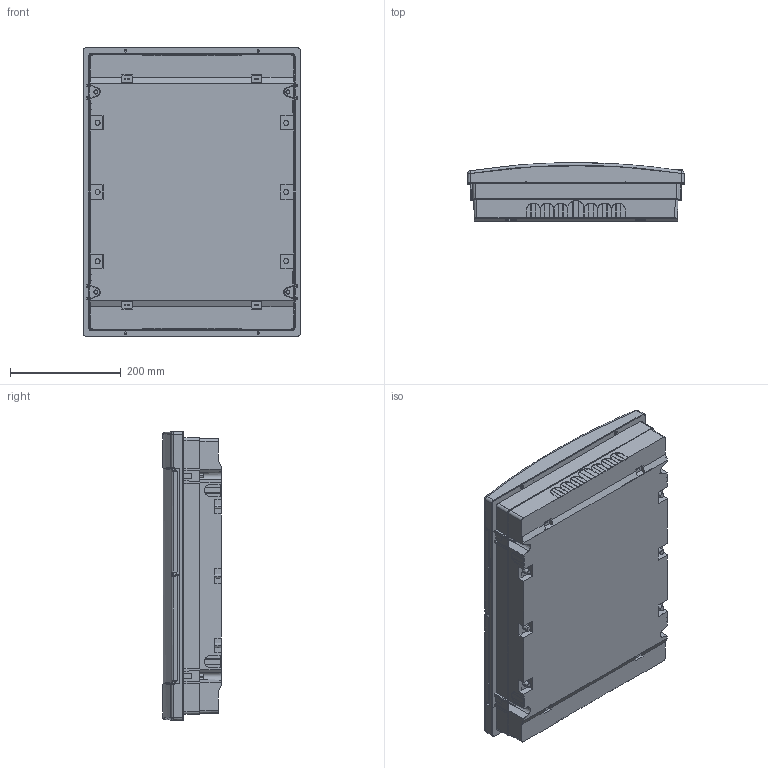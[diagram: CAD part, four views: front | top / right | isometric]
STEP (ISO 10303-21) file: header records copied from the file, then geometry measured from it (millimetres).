
FILE_DESCRIPTION((''),'2;1');
FILE_NAME('U3X18C_ASM','2021-02-19T',('marketing.praksa'),('Audax d.o.o.'),'CREO PARAMETRIC BY PTC INC, 2017480','CREO PARAMETRIC BY PTC INC, 2017480','');
FILE_SCHEMA(('AUTOMOTIVE_DESIGN { 1 0 10303 214 1 1 1 1 }'));
Products named in the file (12): KUCISTE_U3X18C; MASKA_U3X18C; VRATA__U3X18C_; U3X18C_1_ASM; ETI_LOGO_1_1_1_1_1_2_3_4_5_6_15; ETI_LOGO_2_1_1_1_1_2_3_4_5_6_15; ETI_LOGO_3_1_1_1_1_2_3_4_5_6_15; ETI_LOGO_ASM_1_1_ASM_1_1_2_3_19_ASM; ASM0036_ASM; PRT0152; SCREW_1; U3X18C_ASM
Assembly tree (18 placements, depth 4):
  U3X18C_ASM
    U3X18C_1_ASM
      KUCISTE_U3X18C
      MASKA_U3X18C
      VRATA__U3X18C_
    ASM0036_ASM
      ETI_LOGO_ASM_1_1_ASM_1_1_2_3_19_ASM
        ETI_LOGO_1_1_1_1_1_2_3_4_5_6_15
        ETI_LOGO_2_1_1_1_1_2_3_4_5_6_15
        ETI_LOGO_3_1_1_1_1_2_3_4_5_6_15
    PRT0152  x3
    SCREW_1  x6
Bounding box: 392.64 x 105.8 x 521.96 mm (x, y, z)
Volume: 1584123.6 mm3; surface area: 1588493.7 mm2
Topology: 15 solids, 15 shells, 2714 faces, 7752 edges, 5125 vertices
Faces by surface type: plane 1770, cylinder 697, cone 187, torus 38, sphere 14, bspline 6, extrusion 2
Entity records: 123259 total; most frequent: CARTESIAN_POINT 17204, ORIENTED_EDGE 14336, DIRECTION 13538, PRESENTATION_STYLE_ASSIGNMENT 9667, STYLED_ITEM 9667, CURVE_STYLE 7170, EDGE_CURVE 7168, VECTOR 4958
